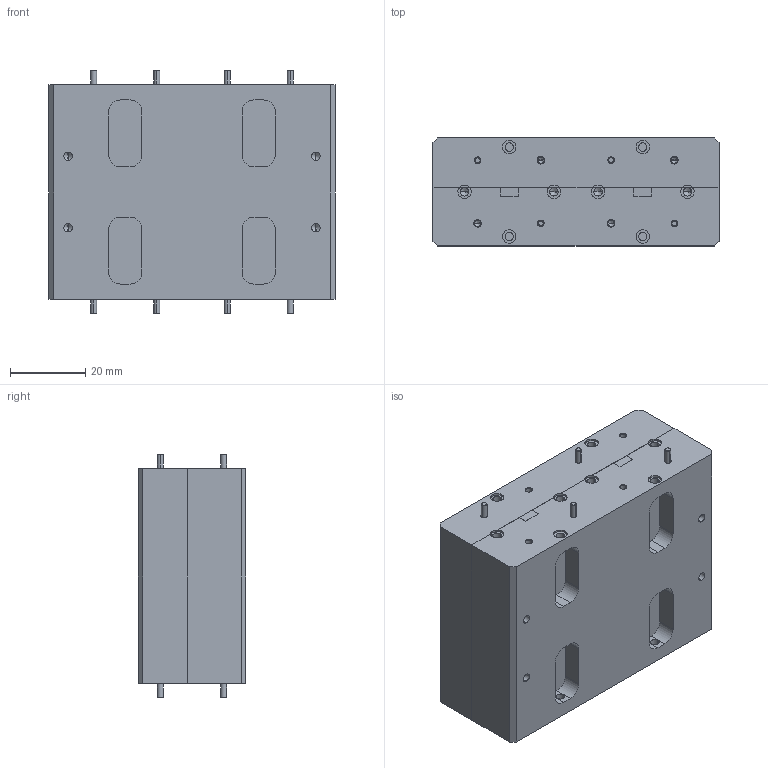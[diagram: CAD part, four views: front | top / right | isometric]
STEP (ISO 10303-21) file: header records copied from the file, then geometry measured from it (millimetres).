
FILE_DESCRIPTION (( 'STEP AP214' ), '1' );
FILE_NAME ('SWZ-45355317-19-4B.STEP', '2019-02-09T00:55:59', ( '' ), ( '' ), 'SwSTEP 2.0', 'SolidWorks 2016', '' );
FILE_SCHEMA (( 'AUTOMOTIVE_DESIGN' ));
Length unit declared in the file: inch
Products named in the file (1): SWZ-45355317-19-4B
Bounding box: 76.2 x 28.7 x 64.9 mm (x, y, z)
Volume: 117425.8 mm3; surface area: 42077.8 mm2
Topology: 44 solids, 44 shells, 1640 faces, 3494 edges, 1994 vertices
Faces by surface type: cone 638, cylinder 516, plane 486
Entity records: 65715 total; most frequent: CARTESIAN_POINT 8459, DIRECTION 7944, ORIENTED_EDGE 6724, EDGE_CURVE 3362, AXIS2_PLACEMENT_3D 3179, VERTEX_POINT 1994, EDGE_LOOP 1908, UNCERTAINTY_MEASURE_WITH_UNIT 1686
